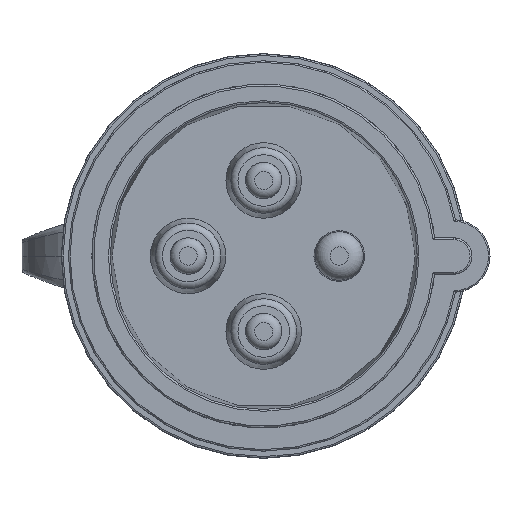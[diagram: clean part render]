
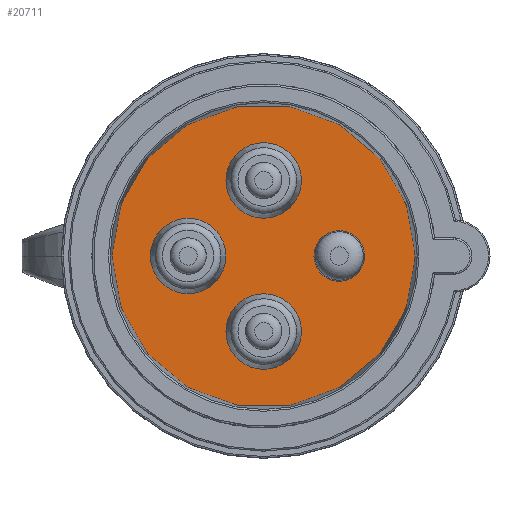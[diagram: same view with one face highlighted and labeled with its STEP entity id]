
A CAD part, front view. The second image highlights one B-rep face of the part: STEP entity #20711.
In plain terms, the highlighted planar face has unit normal (0, -1, 0).
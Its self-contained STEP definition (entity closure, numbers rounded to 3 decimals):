
#80 = EDGE_CURVE ( 'NONE', #3479, #3479, #26864, .T. ) ;
#1011 = CARTESIAN_POINT ( 'NONE',  ( 0., -3., 0. ) ) ;
#2518 = FACE_BOUND ( 'NONE', #25921, .T. ) ;
#2754 = ORIENTED_EDGE ( 'NONE', *, *, #13727, .F. ) ;
#3479 = VERTEX_POINT ( 'NONE', #4074 ) ;
#3595 = AXIS2_PLACEMENT_3D ( 'NONE', #27848, #13500, #30275 ) ;
#3952 = EDGE_CURVE ( 'NONE', #25195, #25195, #28270, .T. ) ;
#4007 = FACE_OUTER_BOUND ( 'NONE', #30871, .T. ) ;
#4074 = CARTESIAN_POINT ( 'NONE',  ( -25.05, -3., 0. ) ) ;
#4901 = CIRCLE ( 'NONE', #25931, 6.25 ) ;
#5183 = CIRCLE ( 'NONE', #22525, 4.181 ) ;
#5298 = EDGE_LOOP ( 'NONE', ( #25126 ) ) ;
#7000 = ORIENTED_EDGE ( 'NONE', *, *, #19114, .F. ) ;
#7903 = EDGE_LOOP ( 'NONE', ( #16184 ) ) ;
#8538 = FACE_BOUND ( 'NONE', #7903, .T. ) ;
#9452 = VERTEX_POINT ( 'NONE', #25864 ) ;
#10288 = DIRECTION ( 'NONE',  ( 0., -1., 0. ) ) ;
#11945 = CIRCLE ( 'NONE', #30214, 6.25 ) ;
#12637 = DIRECTION ( 'NONE',  ( 0., 1., 0. ) ) ;
#13019 = DIRECTION ( 'NONE',  ( 0., -1., 0. ) ) ;
#13100 = DIRECTION ( 'NONE',  ( 0., -1., 0. ) ) ;
#13500 = DIRECTION ( 'NONE',  ( 0., -1., 0. ) ) ;
#13727 = EDGE_CURVE ( 'NONE', #30108, #30108, #4901, .T. ) ;
#14520 = FACE_BOUND ( 'NONE', #5298, .T. ) ;
#15353 = PLANE ( 'NONE',  #28665 ) ;
#16184 = ORIENTED_EDGE ( 'NONE', *, *, #3952, .F. ) ;
#16376 = DIRECTION ( 'NONE',  ( 0., 1., 0. ) ) ;
#18568 = EDGE_CURVE ( 'NONE', #22175, #22175, #11945, .T. ) ;
#19114 = EDGE_CURVE ( 'NONE', #9452, #9452, #5183, .T. ) ;
#20138 = DIRECTION ( 'NONE',  ( -1., 0., 0. ) ) ;
#20711 = ADVANCED_FACE ( 'NONE', ( #8538, #2518, #4007, #14520, #20844 ), #15353, .F. ) ;
#20844 = FACE_BOUND ( 'NONE', #27044, .T. ) ;
#22175 = VERTEX_POINT ( 'NONE', #23432 ) ;
#22525 = AXIS2_PLACEMENT_3D ( 'NONE', #27375, #13019, #29806 ) ;
#23432 = CARTESIAN_POINT ( 'NONE',  ( -18.75, -3., 0. ) ) ;
#24654 = CARTESIAN_POINT ( 'NONE',  ( -12.5, -3., 0. ) ) ;
#25126 = ORIENTED_EDGE ( 'NONE', *, *, #18568, .F. ) ;
#25195 = VERTEX_POINT ( 'NONE', #30505 ) ;
#25753 = CARTESIAN_POINT ( 'NONE',  ( -6.25, -3., 12.5 ) ) ;
#25790 = AXIS2_PLACEMENT_3D ( 'NONE', #30770, #16376, #25795 ) ;
#25795 = DIRECTION ( 'NONE',  ( -1., 0., 0. ) ) ;
#25864 = CARTESIAN_POINT ( 'NONE',  ( 8.319, -3., 0. ) ) ;
#25921 = EDGE_LOOP ( 'NONE', ( #2754 ) ) ;
#25931 = AXIS2_PLACEMENT_3D ( 'NONE', #27454, #13100, #29896 ) ;
#26864 = CIRCLE ( 'NONE', #25790, 25.05 ) ;
#27044 = EDGE_LOOP ( 'NONE', ( #7000 ) ) ;
#27075 = DIRECTION ( 'NONE',  ( -1., 0., 0. ) ) ;
#27375 = CARTESIAN_POINT ( 'NONE',  ( 12.5, -3., 0. ) ) ;
#27454 = CARTESIAN_POINT ( 'NONE',  ( 0., -3., 12.5 ) ) ;
#27848 = CARTESIAN_POINT ( 'NONE',  ( 0., -3., -12.5 ) ) ;
#28270 = CIRCLE ( 'NONE', #3595, 6.25 ) ;
#28665 = AXIS2_PLACEMENT_3D ( 'NONE', #1011, #12637, #20138 ) ;
#29534 = ORIENTED_EDGE ( 'NONE', *, *, #80, .F. ) ;
#29806 = DIRECTION ( 'NONE',  ( -1., 0., 0. ) ) ;
#29896 = DIRECTION ( 'NONE',  ( -1., 0., 0. ) ) ;
#30108 = VERTEX_POINT ( 'NONE', #25753 ) ;
#30214 = AXIS2_PLACEMENT_3D ( 'NONE', #24654, #10288, #27075 ) ;
#30275 = DIRECTION ( 'NONE',  ( -1., 0., 0. ) ) ;
#30505 = CARTESIAN_POINT ( 'NONE',  ( -6.25, -3., -12.5 ) ) ;
#30770 = CARTESIAN_POINT ( 'NONE',  ( 0., -3., 0. ) ) ;
#30871 = EDGE_LOOP ( 'NONE', ( #29534 ) ) ;
